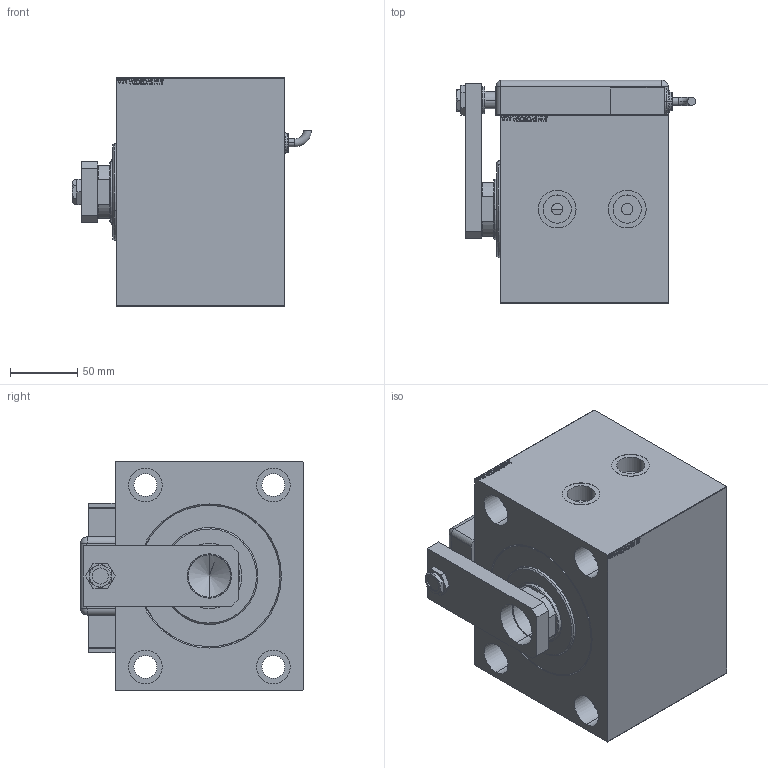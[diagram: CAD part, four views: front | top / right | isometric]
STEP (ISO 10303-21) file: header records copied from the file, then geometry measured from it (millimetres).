
FILE_DESCRIPTION (( 'STEP AP203' ), '1' );
FILE_NAME ('3980.STEP', '2024-02-12T07:52:01', ( '' ), ( '' ), 'SwSTEP 2.0', 'SolidWorks 2019', '' );
FILE_SCHEMA (( 'CONFIG_CONTROL_DESIGN' ));
Length unit declared in the file: millimetre
Products named in the file (13): SWITCH_Q_FRONT_BACK e6338a21725a5b12fb79a08c37b92503; SWITCH Q e6338a21725a5b12fb79a08c37b92503; 3980; NUT_D13 e6338a21725a5b12fb79a08c37b92503; V450CM_C_VCP e6338a21725a5b12fb79a08c37b92503; ZARAZKA_Q e6338a21725a5b12fb79a08c37b92503; SWITCH DIM A_G e6338a21725a5b12fb79a08c37b92503; V450CM_VC_B e6338a21725a5b12fb79a08c37b92503; NUT_D19 e6338a21725a5b12fb79a08c37b92503; V450CM_C_Body e6338a21725a5b12fb79a08c37b92503; KRYT e6338a21725a5b12fb79a08c37b92503; MAGNETIC SWITCH Q e6338a21725a5b12fb79a08c37b92503; TYC e6338a21725a5b12fb79a08c37b92503
Assembly tree (13 placements, depth 3):
  3980
    V450CM_C_Body e6338a21725a5b12fb79a08c37b92503
    V450CM_C_VCP e6338a21725a5b12fb79a08c37b92503
    V450CM_VC_B e6338a21725a5b12fb79a08c37b92503
    MAGNETIC SWITCH Q e6338a21725a5b12fb79a08c37b92503
      SWITCH_Q_FRONT_BACK e6338a21725a5b12fb79a08c37b92503
      TYC e6338a21725a5b12fb79a08c37b92503
      ZARAZKA_Q e6338a21725a5b12fb79a08c37b92503
      SWITCH DIM A_G e6338a21725a5b12fb79a08c37b92503
      NUT_D19 e6338a21725a5b12fb79a08c37b92503
      NUT_D13 e6338a21725a5b12fb79a08c37b92503
      KRYT e6338a21725a5b12fb79a08c37b92503
      SWITCH Q e6338a21725a5b12fb79a08c37b92503  x2
Bounding box: 177.66 x 165.8 x 170 mm (x, y, z)
Volume: 2932793.1 mm3; surface area: 299140.2 mm2
Topology: 13 solids, 13 shells, 1250 faces, 3167 edges, 2091 vertices
Faces by surface type: plane 616, bspline 471, cylinder 117, cone 22, torus 22, sphere 2
Entity records: 59816 total; most frequent: CARTESIAN_POINT 32160, ORIENTED_EDGE 6138, DIRECTION 3891, EDGE_CURVE 3069, VERTEX_POINT 2031, LINE 1827, VECTOR 1827, EDGE_LOOP 1384
